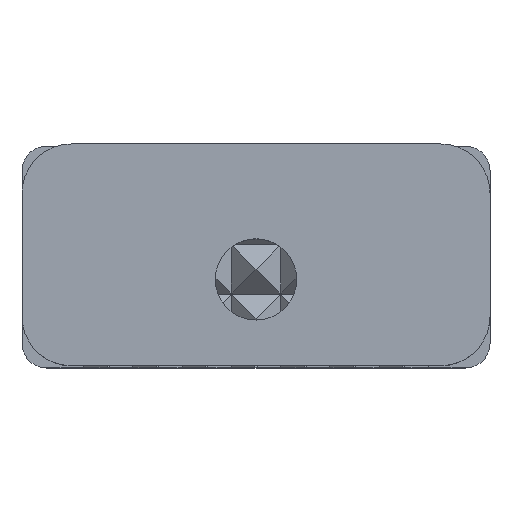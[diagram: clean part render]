
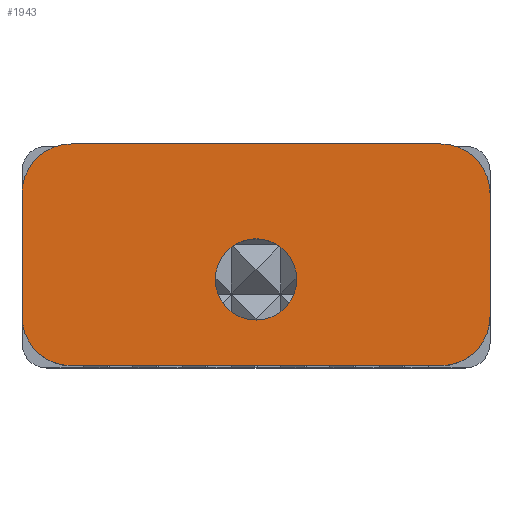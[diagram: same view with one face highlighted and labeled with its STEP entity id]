
A CAD part, top view. The second image highlights one B-rep face of the part: STEP entity #1943.
In plain terms, the highlighted planar face has unit normal (0, 0, 1).
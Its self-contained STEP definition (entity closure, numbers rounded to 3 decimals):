
#19=FACE_BOUND('',#332,.T.);
#35=CIRCLE('',#1970,2.);
#41=CIRCLE('',#1979,2.);
#42=CIRCLE('',#1982,2.);
#43=CIRCLE('',#1985,2.);
#52=CIRCLE('',#2110,1.65);
#189=FACE_OUTER_BOUND('',#331,.T.);
#331=EDGE_LOOP('',(#1662,#1663,#1664,#1665,#1666,#1667,#1668,#1669));
#332=EDGE_LOOP('',(#1670));
#363=LINE('',#2745,#594);
#369=LINE('',#2767,#600);
#372=LINE('',#2776,#603);
#564=LINE('',#3180,#795);
#594=VECTOR('',#2185,10.);
#600=VECTOR('',#2207,10.);
#603=VECTOR('',#2216,10.);
#795=VECTOR('',#2664,10.);
#816=VERTEX_POINT('',#2732);
#817=VERTEX_POINT('',#2733);
#821=VERTEX_POINT('',#2743);
#828=VERTEX_POINT('',#2761);
#829=VERTEX_POINT('',#2765);
#830=VERTEX_POINT('',#2769);
#831=VERTEX_POINT('',#2770);
#832=VERTEX_POINT('',#2775);
#916=VERTEX_POINT('',#3177);
#947=EDGE_CURVE('',#816,#817,#35,.T.);
#953=EDGE_CURVE('',#816,#821,#363,.T.);
#961=EDGE_CURVE('',#828,#821,#41,.T.);
#964=EDGE_CURVE('',#828,#829,#369,.T.);
#965=EDGE_CURVE('',#830,#831,#42,.T.);
#968=EDGE_CURVE('',#832,#831,#372,.T.);
#970=EDGE_CURVE('',#832,#829,#43,.T.);
#1169=EDGE_CURVE('',#916,#916,#52,.T.);
#1170=EDGE_CURVE('',#830,#817,#564,.T.);
#1662=ORIENTED_EDGE('',*,*,#947,.F.);
#1663=ORIENTED_EDGE('',*,*,#953,.T.);
#1664=ORIENTED_EDGE('',*,*,#961,.F.);
#1665=ORIENTED_EDGE('',*,*,#964,.T.);
#1666=ORIENTED_EDGE('',*,*,#970,.F.);
#1667=ORIENTED_EDGE('',*,*,#968,.T.);
#1668=ORIENTED_EDGE('',*,*,#965,.F.);
#1669=ORIENTED_EDGE('',*,*,#1170,.T.);
#1670=ORIENTED_EDGE('',*,*,#1169,.T.);
#1805=PLANE('',#2112);
#1943=ADVANCED_FACE('',(#189,#19),#1805,.T.);
#1970=AXIS2_PLACEMENT_3D('',#2734,#2175,#2176);
#1979=AXIS2_PLACEMENT_3D('',#2762,#2201,#2202);
#1982=AXIS2_PLACEMENT_3D('',#2771,#2210,#2211);
#1985=AXIS2_PLACEMENT_3D('',#2779,#2220,#2221);
#2110=AXIS2_PLACEMENT_3D('',#3178,#2660,#2661);
#2112=AXIS2_PLACEMENT_3D('',#3181,#2665,#2666);
#2175=DIRECTION('center_axis',(0.,0.,-1.));
#2176=DIRECTION('ref_axis',(-0.707,0.707,0.));
#2185=DIRECTION('',(0.,-1.,0.));
#2201=DIRECTION('center_axis',(0.,0.,-1.));
#2202=DIRECTION('ref_axis',(-0.707,-0.707,0.));
#2207=DIRECTION('',(1.,0.,0.));
#2210=DIRECTION('center_axis',(0.,0.,-1.));
#2211=DIRECTION('ref_axis',(0.707,0.707,0.));
#2216=DIRECTION('',(0.,1.,0.));
#2220=DIRECTION('center_axis',(0.,0.,-1.));
#2221=DIRECTION('ref_axis',(0.707,-0.707,0.));
#2660=DIRECTION('center_axis',(0.,0.,-1.));
#2661=DIRECTION('ref_axis',(-1.,0.,0.));
#2664=DIRECTION('',(-1.,0.,0.));
#2665=DIRECTION('center_axis',(0.,0.,1.));
#2666=DIRECTION('ref_axis',(1.,0.,0.));
#2732=CARTESIAN_POINT('',(0.,7.,55.5));
#2733=CARTESIAN_POINT('',(2.,9.,55.5));
#2734=CARTESIAN_POINT('Origin',(2.,7.,55.5));
#2743=CARTESIAN_POINT('',(0.,2.,55.5));
#2745=CARTESIAN_POINT('',(0.,9.,55.5));
#2761=CARTESIAN_POINT('',(2.,0.,55.5));
#2762=CARTESIAN_POINT('Origin',(2.,2.,55.5));
#2765=CARTESIAN_POINT('',(17.,0.,55.5));
#2767=CARTESIAN_POINT('',(0.,0.,55.5));
#2769=CARTESIAN_POINT('',(17.,9.,55.5));
#2770=CARTESIAN_POINT('',(19.,7.,55.5));
#2771=CARTESIAN_POINT('Origin',(17.,7.,55.5));
#2775=CARTESIAN_POINT('',(19.,2.,55.5));
#2776=CARTESIAN_POINT('',(19.,0.,55.5));
#2779=CARTESIAN_POINT('Origin',(17.,2.,55.5));
#3177=CARTESIAN_POINT('',(11.15,3.5,55.5));
#3178=CARTESIAN_POINT('Origin',(9.5,3.5,55.5));
#3180=CARTESIAN_POINT('',(19.,9.,55.5));
#3181=CARTESIAN_POINT('Origin',(9.5,4.5,55.5));
